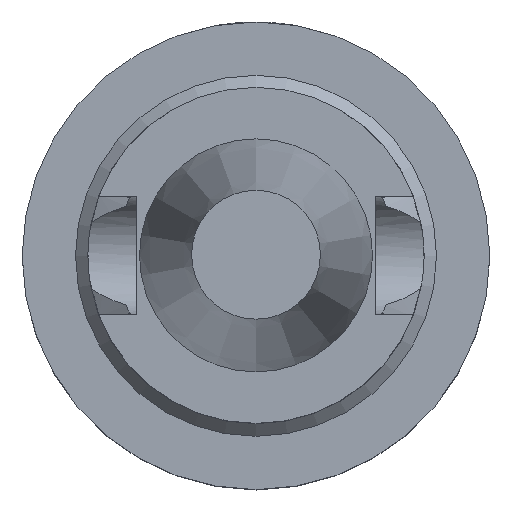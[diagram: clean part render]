
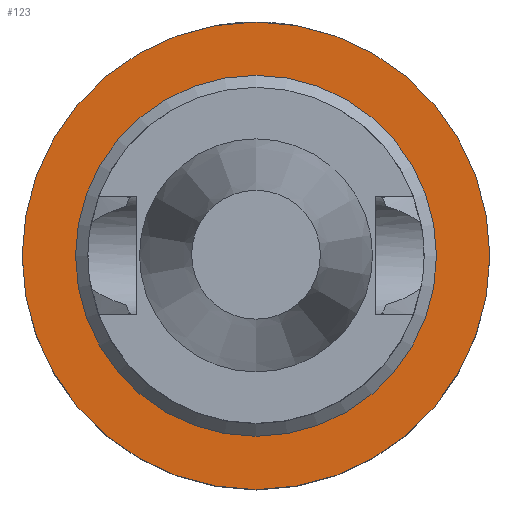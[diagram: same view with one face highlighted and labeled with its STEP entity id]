
A CAD part, top view. The second image highlights one B-rep face of the part: STEP entity #123.
In plain terms, the highlighted planar face has unit normal (0, 0, 1).
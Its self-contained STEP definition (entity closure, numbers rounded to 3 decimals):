
#123=ADVANCED_FACE('240[2]',(#362,#363),#364,.T.);
#130=EDGE_CURVE('240[2]',#374,#374,#375,.T.);
#305=EDGE_CURVE('240[2]',#622,#622,#623,.T.);
#362=FACE_OUTER_BOUND('',#690,.T.);
#363=FACE_BOUND('',#691,.T.);
#364=PLANE('',#692);
#374=VERTEX_POINT('',#722);
#375=CIRCLE('',#723,24.7);
#622=VERTEX_POINT('',#1547);
#623=CIRCLE('',#1548,32.0);
#690=EDGE_LOOP('',(#1627));
#691=EDGE_LOOP('',(#1628));
#692=AXIS2_PLACEMENT_3D('',#1629,#1630,#1631);
#722=CARTESIAN_POINT('',(0.,24.7,-35.0));
#723=AXIS2_PLACEMENT_3D('',#1646,#1647,#1648);
#1547=CARTESIAN_POINT('',(0.,32.0,-35.0));
#1548=AXIS2_PLACEMENT_3D('',#1910,#1911,#1912);
#1627=ORIENTED_EDGE('',*,*,#305,.F.);
#1628=ORIENTED_EDGE('',*,*,#130,.T.);
#1629=CARTESIAN_POINT('',(0.,28.35,-35.0));
#1630=DIRECTION('',(0.,0.,1.0));
#1631=DIRECTION('',(1.0,0.,0.0));
#1646=CARTESIAN_POINT('',(0.,0.,-35.0));
#1647=DIRECTION('',(0.,0.,-1.0));
#1648=DIRECTION('',(0.,1.0,0.));
#1910=CARTESIAN_POINT('',(0.,0.,-35.0));
#1911=DIRECTION('',(0.,0.,-1.0));
#1912=DIRECTION('',(0.,1.0,0.));
